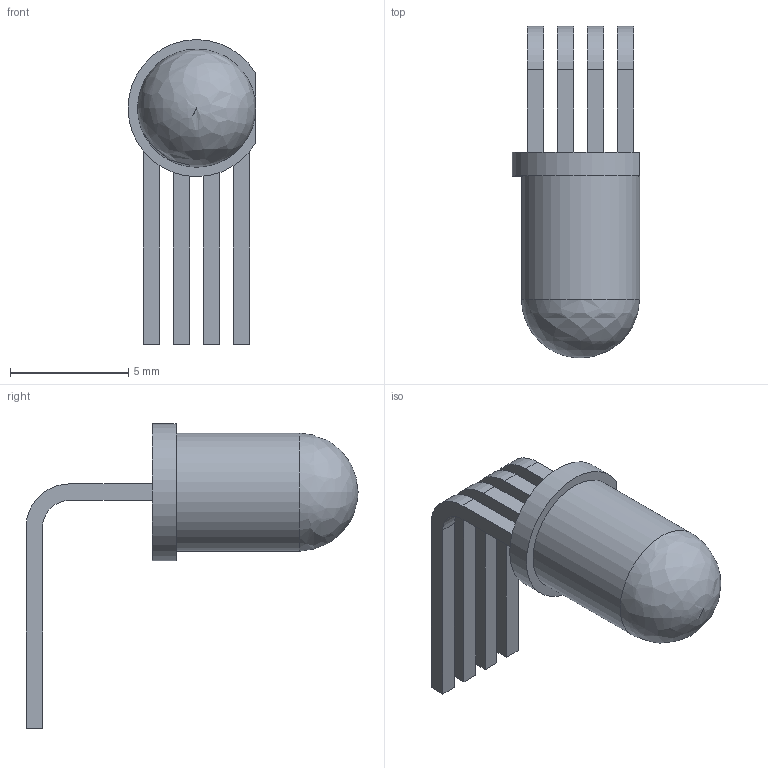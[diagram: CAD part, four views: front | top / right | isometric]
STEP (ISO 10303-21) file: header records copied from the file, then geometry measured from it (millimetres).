
FILE_DESCRIPTION(('FreeCAD Model'),'2;1');
FILE_NAME('RGB_5MM_Common_Anode.step', '2017-07-29T16:41:55',('kicad StepUp'),('ksu MCAD'), 'Open CASCADE STEP processor 6.8','FreeCAD','Unknown');
FILE_SCHEMA(('AUTOMOTIVE_DESIGN_CC2 { 1 2 10303 214 -1 1 5 4 }'));
Length unit declared in the file: millimetre
Products named in the file (2): ASSEMBLY; RGB_5MM_Common_Anode
Assembly tree (1 placements, depth 2):
  ASSEMBLY
    RGB_5MM_Common_Anode
Bounding box: 5.41 x 14.05 x 12.9 mm (x, y, z)
Volume: 188.7 mm3; surface area: 331.6 mm2
Topology: 1 solids, 1 shells, 43 faces, 107 edges, 71 vertices
Faces by surface type: plane 32, cylinder 10, bspline 1
Full cylindrical faces by diameter (mm): 5 x1
Entity records: 1635 total; most frequent: CARTESIAN_POINT 260, DIRECTION 214, ORIENTED_EDGE 214, EDGE_CURVE 107, LINE 84, VECTOR 84, VERTEX_POINT 71, AXIS2_PLACEMENT_3D 65
